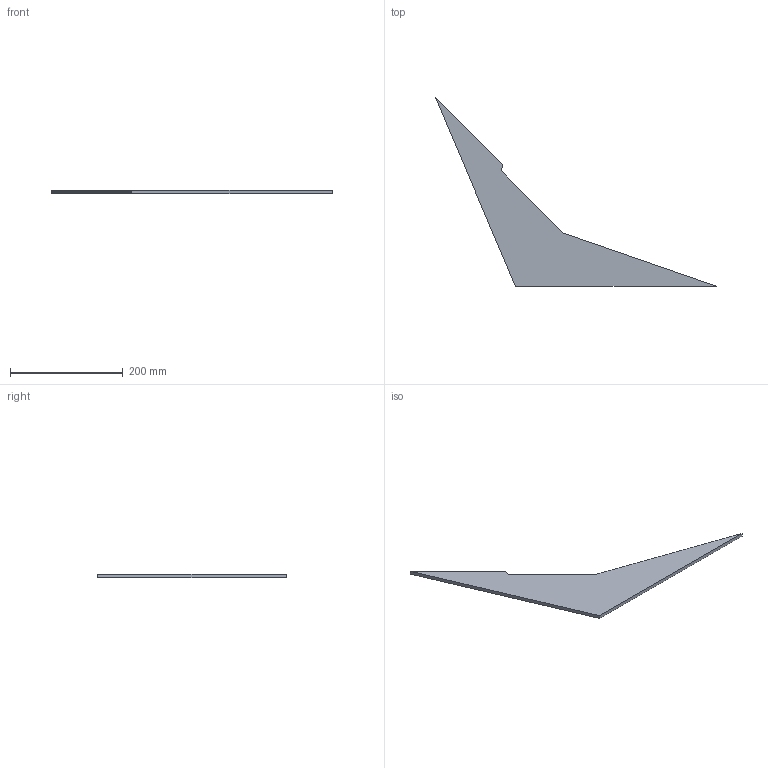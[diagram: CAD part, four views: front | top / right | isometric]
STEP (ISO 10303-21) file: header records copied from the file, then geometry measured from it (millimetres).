
FILE_DESCRIPTION (( 'STEP AP203' ), '1' );
FILE_NAME ('M5 - erp33360_takviye 1.IGS_Default_sldprt.STEP', '2023-01-17T08:14:40', ( '' ), ( '' ), 'SwSTEP 2.0', 'SolidWorks 2019', '' );
FILE_SCHEMA (( 'CONFIG_CONTROL_DESIGN' ));
Length unit declared in the file: millimetre
Products named in the file (1): M5 - erp33360_takviye 1.IGS_Default_sldprt
Bounding box: 498 x 334.1 x 6 mm (x, y, z)
Volume: 225649.1 mm3; surface area: 83264.3 mm2
Topology: 1 solids, 1 shells, 8 faces, 18 edges, 12 vertices
Faces by surface type: bspline 8
Entity records: 285 total; most frequent: CARTESIAN_POINT 85, ORIENTED_EDGE 36, EDGE_CURVE 18, B_SPLINE_CURVE_WITH_KNOTS 18, VERTEX_POINT 12, B_SPLINE_SURFACE_WITH_KNOTS 8, FACE_OUTER_BOUND 8, PERSON_AND_ORGANIZATION 8
